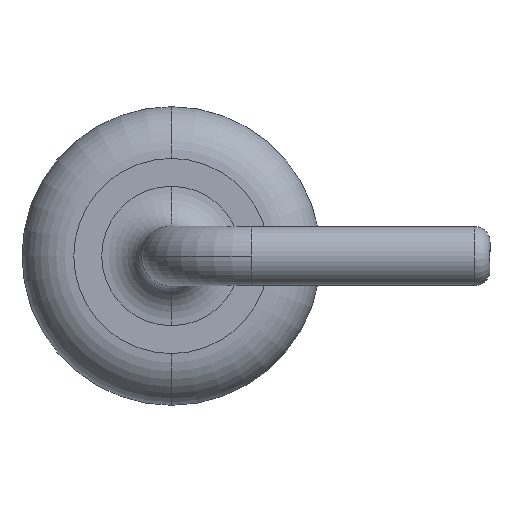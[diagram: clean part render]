
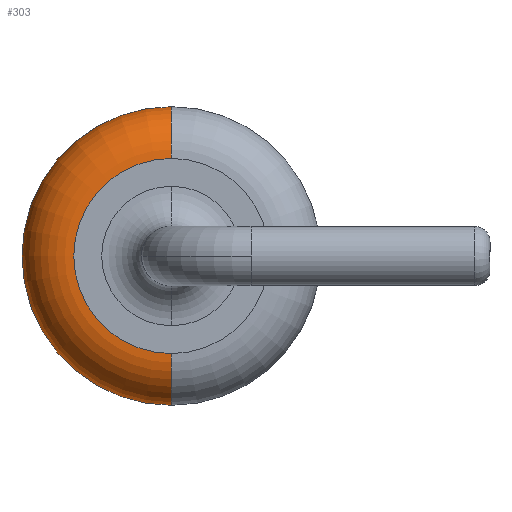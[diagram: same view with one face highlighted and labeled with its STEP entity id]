
A CAD part, left-side view. The second image highlights one B-rep face of the part: STEP entity #303.
In plain terms, the highlighted toroidal (fillet/blend) face has major radius 1.225 mm and minor radius 0.65 mm.
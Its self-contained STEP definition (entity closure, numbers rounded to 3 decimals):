
#9 = CARTESIAN_POINT ( 'NONE',  ( -4.75, 7.5, 1.225 ) ) ;
#27 = FACE_OUTER_BOUND ( 'NONE', #686, .T. ) ;
#74 = DIRECTION ( 'NONE',  ( -1., 0., 0. ) ) ;
#102 = DIRECTION ( 'NONE',  ( 0., 0., 1. ) ) ;
#150 = AXIS2_PLACEMENT_3D ( 'NONE', #745, #1019, #897 ) ;
#183 = ORIENTED_EDGE ( 'NONE', *, *, #1012, .T. ) ;
#297 = CIRCLE ( 'NONE', #1187, 0.65 ) ;
#303 = ADVANCED_FACE ( 'NONE', ( #27 ), #746, .T. ) ;
#360 = DIRECTION ( 'NONE',  ( -1., 0., 0. ) ) ;
#399 = EDGE_CURVE ( 'NONE', #1229, #1242, #1330, .T. ) ;
#416 = CARTESIAN_POINT ( 'NONE',  ( -4.75, 7.5, -1.225 ) ) ;
#436 = DIRECTION ( 'NONE',  ( 0., 1., 0. ) ) ;
#483 = CARTESIAN_POINT ( 'NONE',  ( -4.1, 7.5, 0. ) ) ;
#543 = VERTEX_POINT ( 'NONE', #1382 ) ;
#614 = CIRCLE ( 'NONE', #150, 0.65 ) ;
#624 = CARTESIAN_POINT ( 'NONE',  ( -4.75, 7.5, 0. ) ) ;
#686 = EDGE_LOOP ( 'NONE', ( #1691, #183, #1748, #832 ) ) ;
#715 = AXIS2_PLACEMENT_3D ( 'NONE', #483, #74, #1740 ) ;
#737 = DIRECTION ( 'NONE',  ( 1., 0., 0. ) ) ;
#745 = CARTESIAN_POINT ( 'NONE',  ( -4.1, 7.5, 1.225 ) ) ;
#746 = TOROIDAL_SURFACE ( 'NONE', #715, 1.225, 0.65 ) ;
#832 = ORIENTED_EDGE ( 'NONE', *, *, #1082, .F. ) ;
#861 = DIRECTION ( 'NONE',  ( 0., 0., 1. ) ) ;
#897 = DIRECTION ( 'NONE',  ( 0., 0., -1. ) ) ;
#917 = AXIS2_PLACEMENT_3D ( 'NONE', #624, #360, #102 ) ;
#932 = AXIS2_PLACEMENT_3D ( 'NONE', #1311, #737, #1112 ) ;
#1012 = EDGE_CURVE ( 'NONE', #543, #1242, #297, .T. ) ;
#1019 = DIRECTION ( 'NONE',  ( 0., -1., 0. ) ) ;
#1082 = EDGE_CURVE ( 'NONE', #1721, #1229, #614, .T. ) ;
#1112 = DIRECTION ( 'NONE',  ( 0., 0., 1. ) ) ;
#1156 = CARTESIAN_POINT ( 'NONE',  ( -4.1, 7.5, -1.225 ) ) ;
#1187 = AXIS2_PLACEMENT_3D ( 'NONE', #1156, #436, #861 ) ;
#1229 = VERTEX_POINT ( 'NONE', #9 ) ;
#1242 = VERTEX_POINT ( 'NONE', #416 ) ;
#1311 = CARTESIAN_POINT ( 'NONE',  ( -4.1, 7.5, 0. ) ) ;
#1330 = CIRCLE ( 'NONE', #917, 1.225 ) ;
#1382 = CARTESIAN_POINT ( 'NONE',  ( -4.1, 7.5, -1.875 ) ) ;
#1475 = EDGE_CURVE ( 'NONE', #543, #1721, #1787, .T. ) ;
#1651 = CARTESIAN_POINT ( 'NONE',  ( -4.1, 7.5, 1.875 ) ) ;
#1691 = ORIENTED_EDGE ( 'NONE', *, *, #1475, .F. ) ;
#1721 = VERTEX_POINT ( 'NONE', #1651 ) ;
#1740 = DIRECTION ( 'NONE',  ( 0., 0., 1. ) ) ;
#1748 = ORIENTED_EDGE ( 'NONE', *, *, #399, .F. ) ;
#1787 = CIRCLE ( 'NONE', #932, 1.875 ) ;
